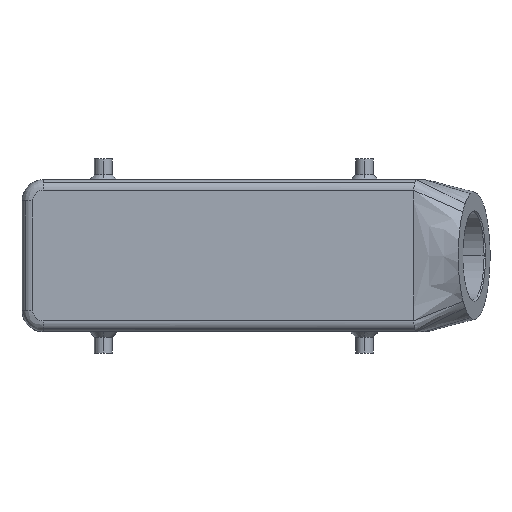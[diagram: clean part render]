
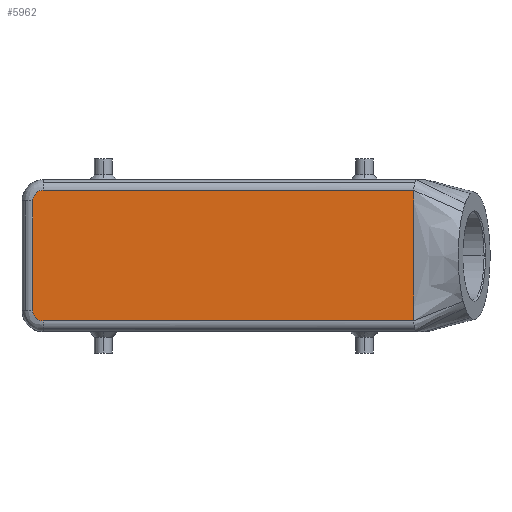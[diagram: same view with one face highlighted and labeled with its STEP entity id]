
A CAD part, top view. The second image highlights one B-rep face of the part: STEP entity #5962.
In plain terms, the highlighted planar face has unit normal (0, 0, 1).
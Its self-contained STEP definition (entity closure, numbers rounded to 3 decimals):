
#4053=CARTESIAN_POINT('',(-57.,-15.5,63.));
#4054=VERTEX_POINT('',#4053);
#4062=CARTESIAN_POINT('',(-57.,15.5,63.));
#4063=VERTEX_POINT('',#4062);
#4064=CARTESIAN_POINT('',(-57.,-15.5,63.));
#4065=DIRECTION('',(0.0,1.0,0.0));
#4066=VECTOR('',#4065,31.);
#4067=LINE('',#4064,#4066);
#4068=EDGE_CURVE('',#4054,#4063,#4067,.T.);
#5321=CARTESIAN_POINT('',(51.0,18.5,63.));
#5322=VERTEX_POINT('',#5321);
#5390=CARTESIAN_POINT('',(51.,15.155,63.));
#5391=VERTEX_POINT('',#5390);
#5392=CARTESIAN_POINT('',(51.,15.155,63.));
#5393=DIRECTION('',(0.0,1.0,0.0));
#5394=VECTOR('',#5393,3.345);
#5395=LINE('',#5392,#5394);
#5396=EDGE_CURVE('',#5391,#5322,#5395,.T.);
#5398=CARTESIAN_POINT('',(51.,-14.29,63.));
#5399=VERTEX_POINT('',#5398);
#5400=CARTESIAN_POINT('',(51.,-14.29,63.));
#5401=DIRECTION('',(0.0,1.0,0.0));
#5402=VECTOR('',#5401,29.445);
#5403=LINE('',#5400,#5402);
#5404=EDGE_CURVE('',#5399,#5391,#5403,.T.);
#5406=CARTESIAN_POINT('',(51.0,-18.5,63.));
#5407=VERTEX_POINT('',#5406);
#5408=CARTESIAN_POINT('',(51.0,-18.5,63.));
#5409=DIRECTION('',(0.0,1.0,0.0));
#5410=VECTOR('',#5409,4.21);
#5411=LINE('',#5408,#5410);
#5412=EDGE_CURVE('',#5407,#5399,#5411,.T.);
#5721=CARTESIAN_POINT('',(-54.0,-18.5,63.));
#5722=VERTEX_POINT('',#5721);
#5723=CARTESIAN_POINT('',(51.0,-18.5,63.));
#5724=DIRECTION('',(-1.0,0.0,0.0));
#5725=VECTOR('',#5724,105.0);
#5726=LINE('',#5723,#5725);
#5727=EDGE_CURVE('',#5407,#5722,#5726,.T.);
#5812=CARTESIAN_POINT('',(-54.0,-15.5,63.));
#5813=DIRECTION('',(0.0,0.0,-1.0));
#5814=DIRECTION('',(-0.707,-0.707,0.0));
#5815=AXIS2_PLACEMENT_3D('',#5812,#5813,#5814);
#5816=CIRCLE('',#5815,3.);
#5817=EDGE_CURVE('',#5722,#4054,#5816,.T.);
#5900=CARTESIAN_POINT('',(-54.0,18.5,63.));
#5901=VERTEX_POINT('',#5900);
#5920=CARTESIAN_POINT('',(-54.0,15.5,63.));
#5921=DIRECTION('',(0.0,0.0,-1.0));
#5922=DIRECTION('',(-0.707,0.707,0.0));
#5923=AXIS2_PLACEMENT_3D('',#5920,#5921,#5922);
#5924=CIRCLE('',#5923,3.);
#5925=EDGE_CURVE('',#4063,#5901,#5924,.T.);
#5937=CARTESIAN_POINT('',(-54.0,18.5,63.));
#5938=DIRECTION('',(1.0,0.0,0.0));
#5939=VECTOR('',#5938,105.0);
#5940=LINE('',#5937,#5939);
#5941=EDGE_CURVE('',#5901,#5322,#5940,.T.);
#5947=CARTESIAN_POINT('',(51.0,0.0,63.));
#5948=DIRECTION('',(0.0,0.0,1.0));
#5949=DIRECTION('',(1.0,0.0,0.0));
#5950=AXIS2_PLACEMENT_3D('',#5947,#5948,#5949);
#5951=PLANE('',#5950);
#5952=ORIENTED_EDGE('',*,*,#5941,.F.);
#5953=ORIENTED_EDGE('',*,*,#5925,.F.);
#5954=ORIENTED_EDGE('',*,*,#4068,.F.);
#5955=ORIENTED_EDGE('',*,*,#5817,.F.);
#5956=ORIENTED_EDGE('',*,*,#5727,.F.);
#5957=ORIENTED_EDGE('',*,*,#5412,.T.);
#5958=ORIENTED_EDGE('',*,*,#5404,.T.);
#5959=ORIENTED_EDGE('',*,*,#5396,.T.);
#5960=EDGE_LOOP('',(#5952,#5953,#5954,#5955,#5956,#5957,#5958,#5959));
#5961=FACE_OUTER_BOUND('',#5960,.T.);
#5962=ADVANCED_FACE('',(#5961),#5951,.T.);
